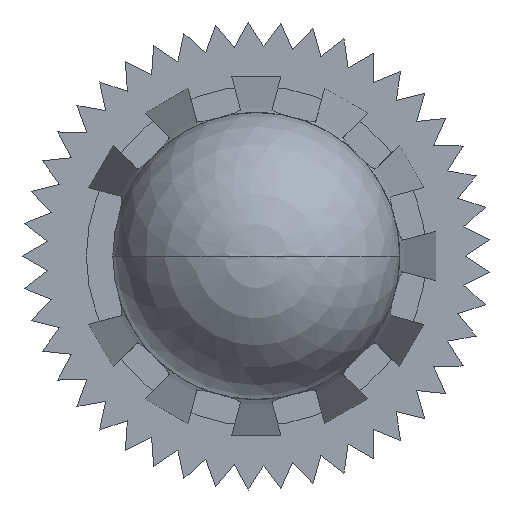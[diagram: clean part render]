
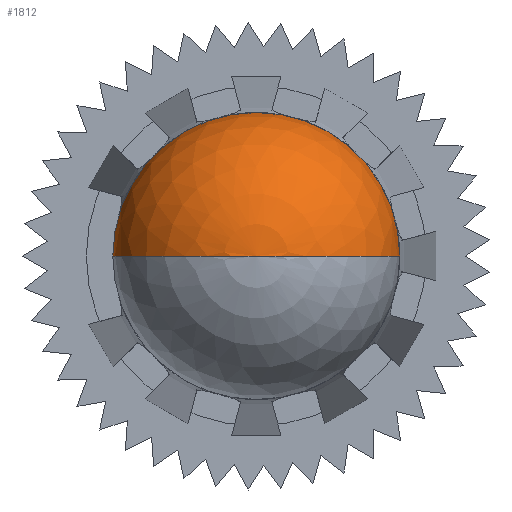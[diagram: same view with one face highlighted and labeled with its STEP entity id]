
A CAD part, left-side view. The second image highlights one B-rep face of the part: STEP entity #1812.
In plain terms, the highlighted spherical face has radius 1.9 mm.
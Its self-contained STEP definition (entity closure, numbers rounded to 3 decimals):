
#45=CARTESIAN_POINT('',(-29.1,0.,0.));
#46=DIRECTION('',(1.,0.,0.));
#47=DIRECTION('',(0.,1.,0.));
#48=AXIS2_PLACEMENT_3D('',#45,#46,#47);
#50=CARTESIAN_POINT('',(-29.1,0.,0.));
#51=DIRECTION('',(0.,0.,1.));
#52=DIRECTION('',(0.,1.,0.));
#53=AXIS2_PLACEMENT_3D('',#50,#51,#52);
#55=CARTESIAN_POINT('',(-29.1,0.,0.));
#56=DIRECTION('',(0.,0.,-1.));
#57=DIRECTION('',(0.,-1.,0.));
#58=AXIS2_PLACEMENT_3D('',#55,#56,#57);
#1375=CARTESIAN_POINT('',(-29.1,1.9,0.));
#1376=CARTESIAN_POINT('',(-31.,0.,0.));
#1377=VERTEX_POINT('',#1375);
#1378=VERTEX_POINT('',#1376);
#1389=CARTESIAN_POINT('',(-29.1,-1.9,0.));
#1390=VERTEX_POINT('',#1389);
#1799=CARTESIAN_POINT('',(-29.1,0.,0.));
#1800=DIRECTION('',(1.,0.,0.));
#1801=DIRECTION('',(0.,-1.,0.));
#1802=AXIS2_PLACEMENT_3D('',#1799,#1800,#1801);
#1803=SPHERICAL_SURFACE('',#1802,1.9);
#1805=ORIENTED_EDGE('',*,*,#1804,.F.);
#1807=ORIENTED_EDGE('',*,*,#1806,.T.);
#1809=ORIENTED_EDGE('',*,*,#1808,.T.);
#1810=EDGE_LOOP('',(#1805,#1807,#1809));
#1811=FACE_OUTER_BOUND('',#1810,.F.);
#1812=ADVANCED_FACE('',(#1811),#1803,.T.);
#49=CIRCLE('',#48,1.9);
#54=CIRCLE('',#53,1.9);
#59=CIRCLE('',#58,1.9);
#1804=EDGE_CURVE('',#1377,#1378,#54,.T.);
#1806=EDGE_CURVE('',#1377,#1390,#49,.T.);
#1808=EDGE_CURVE('',#1390,#1378,#59,.T.);
